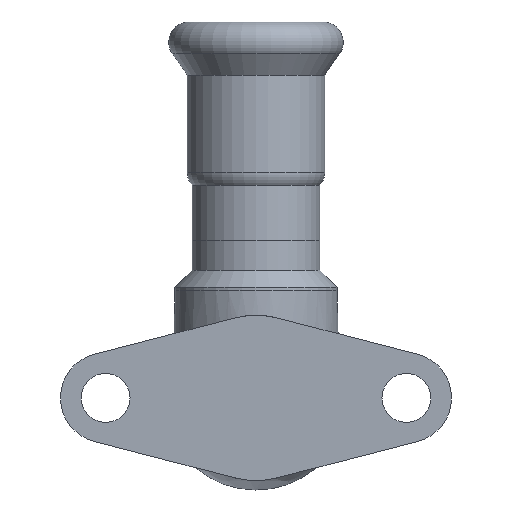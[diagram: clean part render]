
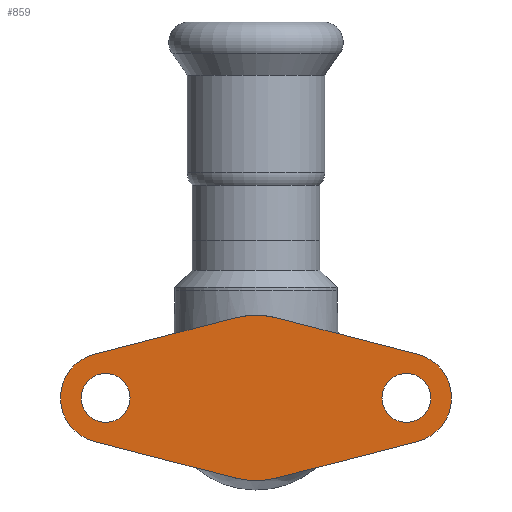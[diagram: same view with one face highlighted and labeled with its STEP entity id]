
A CAD part, left-side view. The second image highlights one B-rep face of the part: STEP entity #859.
In plain terms, the highlighted planar face has unit normal (-1, 0, 0).
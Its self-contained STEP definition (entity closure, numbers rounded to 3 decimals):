
#44=LINE($,#1904,#76);
#47=LINE($,#1910,#79);
#50=LINE($,#1919,#82);
#51=LINE($,#1921,#83);
#76=VECTOR($,#1135,19.365);
#79=VECTOR($,#1140,19.365);
#82=VECTOR($,#1151,19.365);
#83=VECTOR($,#1154,19.365);
#137=PLANE($,#952);
#162=FACE_BOUND($,#275,.T.);
#163=FACE_BOUND($,#276,.T.);
#164=FACE_BOUND($,#277,.T.);
#275=EDGE_LOOP($,(#695));
#276=EDGE_LOOP($,(#696));
#277=EDGE_LOOP($,(#697,#698,#699,#700,#701,#702,#703,#704));
#326=CIRCLE($,#902,11.);
#329=CIRCLE($,#906,11.);
#350=CIRCLE($,#939,3.25);
#352=CIRCLE($,#942,3.25);
#353=CIRCLE($,#944,6.);
#355=CIRCLE($,#949,6.);
#390=VERTEX_POINT($,#1334);
#391=VERTEX_POINT($,#1336);
#397=VERTEX_POINT($,#1355);
#398=VERTEX_POINT($,#1357);
#425=VERTEX_POINT($,#1890);
#427=VERTEX_POINT($,#1895);
#428=VERTEX_POINT($,#1898);
#429=VERTEX_POINT($,#1900);
#431=VERTEX_POINT($,#1908);
#433=VERTEX_POINT($,#1914);
#475=EDGE_CURVE($,#390,#391,#326,.T.);
#483=EDGE_CURVE($,#397,#398,#329,.T.);
#518=EDGE_CURVE($,#425,#425,#350,.T.);
#520=EDGE_CURVE($,#427,#427,#352,.T.);
#522=EDGE_CURVE($,#428,#429,#353,.T.);
#524=EDGE_CURVE($,#398,#428,#44,.T.);
#527=EDGE_CURVE($,#431,#397,#47,.T.);
#530=EDGE_CURVE($,#433,#431,#355,.T.);
#532=EDGE_CURVE($,#391,#433,#50,.T.);
#533=EDGE_CURVE($,#429,#390,#51,.T.);
#695=ORIENTED_EDGE($,*,*,#518,.T.);
#696=ORIENTED_EDGE($,*,*,#520,.T.);
#697=ORIENTED_EDGE($,*,*,#533,.F.);
#698=ORIENTED_EDGE($,*,*,#522,.F.);
#699=ORIENTED_EDGE($,*,*,#524,.F.);
#700=ORIENTED_EDGE($,*,*,#483,.F.);
#701=ORIENTED_EDGE($,*,*,#527,.F.);
#702=ORIENTED_EDGE($,*,*,#530,.F.);
#703=ORIENTED_EDGE($,*,*,#532,.F.);
#704=ORIENTED_EDGE($,*,*,#475,.F.);
#859=ADVANCED_FACE($,(#162,#163,#164),#137,.F.);
#902=AXIS2_PLACEMENT_3D($,#1337,#1036,#1037);
#906=AXIS2_PLACEMENT_3D($,#1358,#1048,#1049);
#939=AXIS2_PLACEMENT_3D($,#1891,#1119,#1120);
#942=AXIS2_PLACEMENT_3D($,#1896,#1125,#1126);
#944=AXIS2_PLACEMENT_3D($,#1901,#1130,#1131);
#949=AXIS2_PLACEMENT_3D($,#1916,#1146,#1147);
#952=AXIS2_PLACEMENT_3D($,#1922,#1155,#1156);
#1036=DIRECTION('center_axis',(1.,0.,0.));
#1037=DIRECTION('ref_axis',(0.,-0.25,-0.968));
#1048=DIRECTION('center_axis',(1.,0.,0.));
#1049=DIRECTION('ref_axis',(0.,0.25,0.968));
#1119=DIRECTION('center_axis',(1.,0.,0.));
#1120=DIRECTION('ref_axis',(0.,-1.,0.));
#1125=DIRECTION('center_axis',(1.,0.,0.));
#1126=DIRECTION('ref_axis',(0.,-1.,0.));
#1130=DIRECTION('center_axis',(1.,0.,0.));
#1131=DIRECTION('ref_axis',(0.,-0.25,0.968));
#1135=DIRECTION($,(0.,-0.968,-0.25));
#1140=DIRECTION($,(0.,-0.968,0.25));
#1146=DIRECTION('center_axis',(1.,0.,0.));
#1147=DIRECTION('ref_axis',(0.,0.25,-0.968));
#1151=DIRECTION($,(0.,0.968,0.25));
#1154=DIRECTION($,(0.,0.968,-0.25));
#1155=DIRECTION('center_axis',(1.,0.,0.));
#1156=DIRECTION('ref_axis',(0.,0.,-1.));
#1334=CARTESIAN_POINT('',(-35.,-2.75,-31.651));
#1336=CARTESIAN_POINT('',(-35.,2.75,-31.651));
#1337=CARTESIAN_POINT('Origin',(-35.,0.,-21.));
#1355=CARTESIAN_POINT('',(-35.,2.75,-10.349));
#1357=CARTESIAN_POINT('',(-35.,-2.75,-10.349));
#1358=CARTESIAN_POINT('Origin',(-35.,0.,-21.));
#1890=CARTESIAN_POINT('',(-35.,-16.75,-21.));
#1891=CARTESIAN_POINT('Origin',(-35.,-20.,-21.));
#1895=CARTESIAN_POINT('',(-35.,23.25,-21.));
#1896=CARTESIAN_POINT('Origin',(-35.,20.,-21.));
#1898=CARTESIAN_POINT('',(-35.,-21.5,-15.191));
#1900=CARTESIAN_POINT('',(-35.,-21.5,-26.809));
#1901=CARTESIAN_POINT('Origin',(-35.,-20.,-21.));
#1904=CARTESIAN_POINT($,(-35.,-2.75,-10.349));
#1908=CARTESIAN_POINT('',(-35.,21.5,-15.191));
#1910=CARTESIAN_POINT($,(-35.,21.5,-15.191));
#1914=CARTESIAN_POINT('',(-35.,21.5,-26.809));
#1916=CARTESIAN_POINT('Origin',(-35.,20.,-21.));
#1919=CARTESIAN_POINT($,(-35.,2.75,-31.651));
#1921=CARTESIAN_POINT($,(-35.,-21.5,-26.809));
#1922=CARTESIAN_POINT('Origin',(-35.,0.,-21.));
